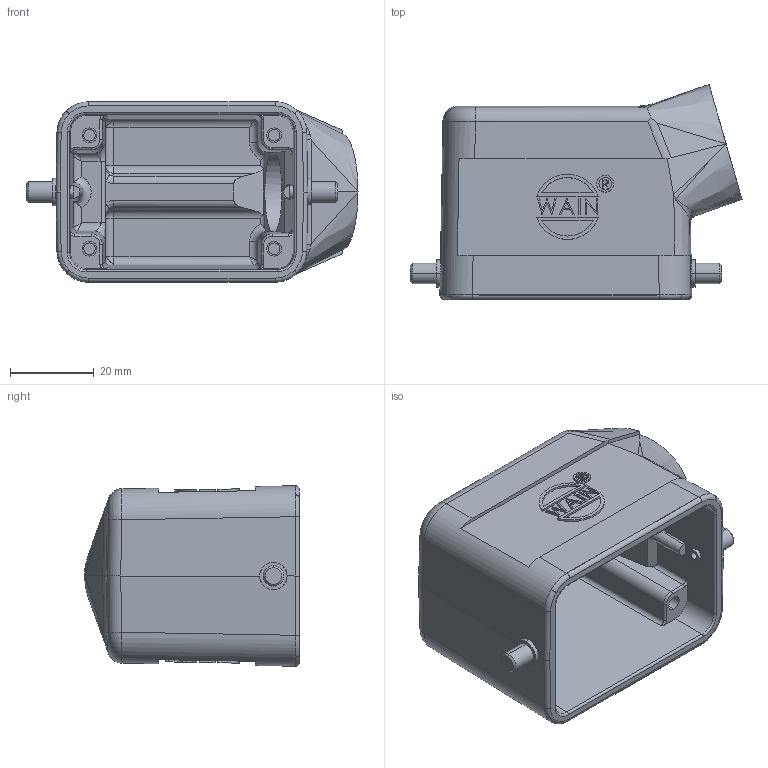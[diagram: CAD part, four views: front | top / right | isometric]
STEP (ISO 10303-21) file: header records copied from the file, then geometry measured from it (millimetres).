
FILE_DESCRIPTION(/* description */ (''),/* implementation_level */ '2;1');
FILE_NAME(/* name */ '3D_1120065101009_H6B-MSE-2B-PG13.5_V1.1_stp_stp.stp',/* time_stamp */ '2024-03-19T13:45:25+08:00',/* author */ (''),/* organization */ (''),/* preprocessor_version */ 'ST-DEVELOPER v18.1',/* originating_system */ 'SIEMENS PLM Software NX 1980',/* authorisation */ '');
FILE_SCHEMA (('AUTOMOTIVE_DESIGN { 1 0 10303 214 3 1 1 1 }'));
Length unit declared in the file: millimetre
Products named in the file (1): 3D_1120065101009_H6B-MSE-2B-PG13.5_V1.1_stp_stp
Bounding box: 79.06 x 51.18 x 42.96 mm (x, y, z)
Volume: 42660.4 mm3; surface area: 22412 mm2
Topology: 1 solids, 1 shells, 447 faces, 1109 edges, 695 vertices
Faces by surface type: plane 222, cylinder 141, torus 33, bspline 24, cone 15, sphere 6, extrusion 6
Full cylindrical faces by diameter (mm): 19.5 x1
Entity records: 15794 total; most frequent: CARTESIAN_POINT 5848, ORIENTED_EDGE 2194, DIRECTION 1773, EDGE_CURVE 1097, VERTEX_POINT 696, VECTOR 611, LINE 605, AXIS2_PLACEMENT_3D 581
